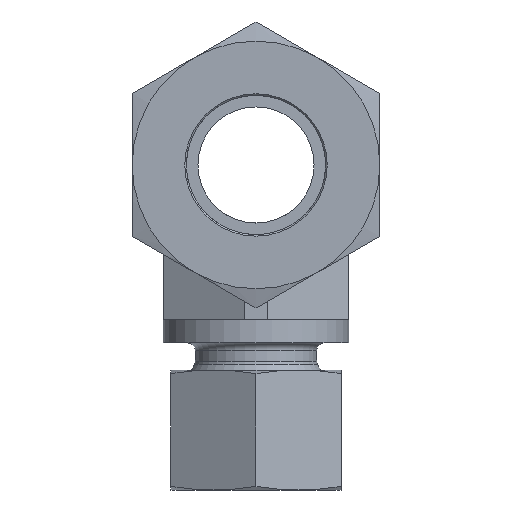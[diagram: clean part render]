
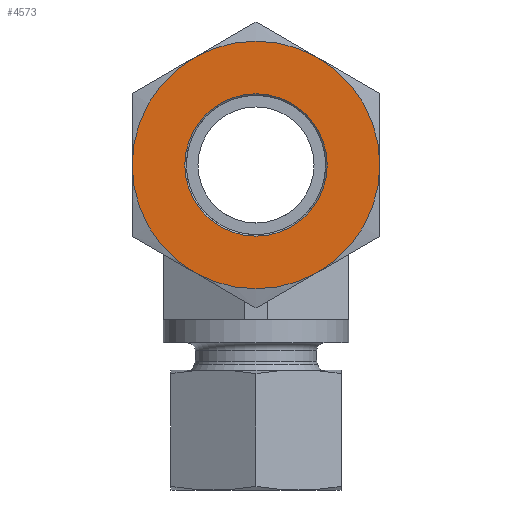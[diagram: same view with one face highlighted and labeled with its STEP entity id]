
A CAD part, front view. The second image highlights one B-rep face of the part: STEP entity #4573.
In plain terms, the highlighted face is planar.
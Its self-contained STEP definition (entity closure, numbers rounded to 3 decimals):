
#4477=CARTESIAN_POINT('',(9.2,0.,20.0));
#4478=VERTEX_POINT('',#4477);
#4479=CARTESIAN_POINT('',(0.0,0.0,20.0));
#4480=DIRECTION('',(0.0,0.0,1.0));
#4481=DIRECTION('',(-1.0,0.0,0.0));
#4482=AXIS2_PLACEMENT_3D('',#4479,#4480,#4481);
#4483=CIRCLE('',#4482,9.2);
#4484=EDGE_CURVE('',#4478,#4478,#4483,.T.);
#4509=CARTESIAN_POINT('',(0.,0.,20.0));
#4510=DIRECTION('',(0.0,0.0,1.0));
#4511=DIRECTION('',(1.0,0.0,0.0));
#4512=AXIS2_PLACEMENT_3D('',#4509,#4510,#4511);
#4513=PLANE('',#4512);
#4514=CARTESIAN_POINT('',(-8.,-13.856,20.0));
#4515=VERTEX_POINT('',#4514);
#4516=CARTESIAN_POINT('',(8.,-13.856,20.0));
#4517=VERTEX_POINT('',#4516);
#4518=CARTESIAN_POINT('',(0.0,0.0,20.0));
#4519=DIRECTION('',(0.0,0.0,1.0));
#4520=DIRECTION('',(-0.5,-0.866,0.0));
#4521=AXIS2_PLACEMENT_3D('',#4518,#4519,#4520);
#4522=CIRCLE('',#4521,16.);
#4523=EDGE_CURVE('',#4515,#4517,#4522,.T.);
#4524=ORIENTED_EDGE('',*,*,#4523,.T.);
#4525=CARTESIAN_POINT('',(16.0,0.,20.0));
#4526=VERTEX_POINT('',#4525);
#4527=CARTESIAN_POINT('',(0.0,0.0,20.0));
#4528=DIRECTION('',(0.0,0.0,1.0));
#4529=DIRECTION('',(-0.5,-0.866,0.0));
#4530=AXIS2_PLACEMENT_3D('',#4527,#4528,#4529);
#4531=CIRCLE('',#4530,16.);
#4532=EDGE_CURVE('',#4517,#4526,#4531,.T.);
#4533=ORIENTED_EDGE('',*,*,#4532,.T.);
#4534=CARTESIAN_POINT('',(8.,13.856,20.0));
#4535=VERTEX_POINT('',#4534);
#4536=CARTESIAN_POINT('',(0.0,0.0,20.0));
#4537=DIRECTION('',(0.0,0.0,1.0));
#4538=DIRECTION('',(-0.5,-0.866,0.0));
#4539=AXIS2_PLACEMENT_3D('',#4536,#4537,#4538);
#4540=CIRCLE('',#4539,16.);
#4541=EDGE_CURVE('',#4526,#4535,#4540,.T.);
#4542=ORIENTED_EDGE('',*,*,#4541,.T.);
#4543=CARTESIAN_POINT('',(-8.,13.856,20.0));
#4544=VERTEX_POINT('',#4543);
#4545=CARTESIAN_POINT('',(0.0,0.0,20.0));
#4546=DIRECTION('',(0.0,0.0,1.0));
#4547=DIRECTION('',(-0.5,-0.866,0.0));
#4548=AXIS2_PLACEMENT_3D('',#4545,#4546,#4547);
#4549=CIRCLE('',#4548,16.);
#4550=EDGE_CURVE('',#4535,#4544,#4549,.T.);
#4551=ORIENTED_EDGE('',*,*,#4550,.T.);
#4552=CARTESIAN_POINT('',(-16.0,0.0,20.0));
#4553=VERTEX_POINT('',#4552);
#4554=CARTESIAN_POINT('',(0.0,0.0,20.0));
#4555=DIRECTION('',(0.0,0.0,1.0));
#4556=DIRECTION('',(-0.5,-0.866,0.0));
#4557=AXIS2_PLACEMENT_3D('',#4554,#4555,#4556);
#4558=CIRCLE('',#4557,16.);
#4559=EDGE_CURVE('',#4544,#4553,#4558,.T.);
#4560=ORIENTED_EDGE('',*,*,#4559,.T.);
#4561=CARTESIAN_POINT('',(0.0,0.0,20.0));
#4562=DIRECTION('',(0.0,0.0,1.0));
#4563=DIRECTION('',(-0.5,-0.866,0.0));
#4564=AXIS2_PLACEMENT_3D('',#4561,#4562,#4563);
#4565=CIRCLE('',#4564,16.);
#4566=EDGE_CURVE('',#4553,#4515,#4565,.T.);
#4567=ORIENTED_EDGE('',*,*,#4566,.T.);
#4568=EDGE_LOOP('',(#4524,#4533,#4542,#4551,#4560,#4567));
#4569=FACE_OUTER_BOUND('',#4568,.T.);
#4570=ORIENTED_EDGE('',*,*,#4484,.F.);
#4571=EDGE_LOOP('',(#4570));
#4572=FACE_BOUND('',#4571,.T.);
#4573=ADVANCED_FACE('',(#4569,#4572),#4513,.T.);
